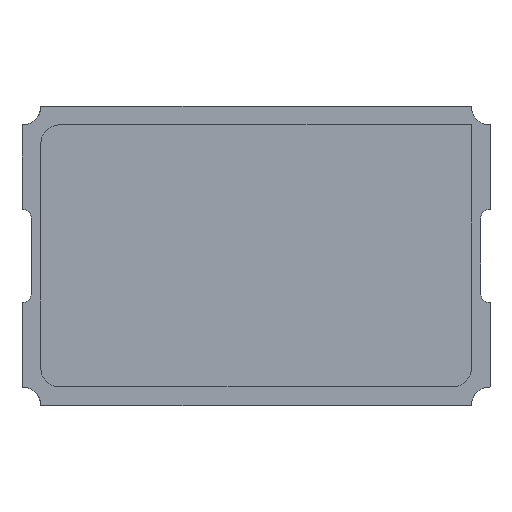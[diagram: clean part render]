
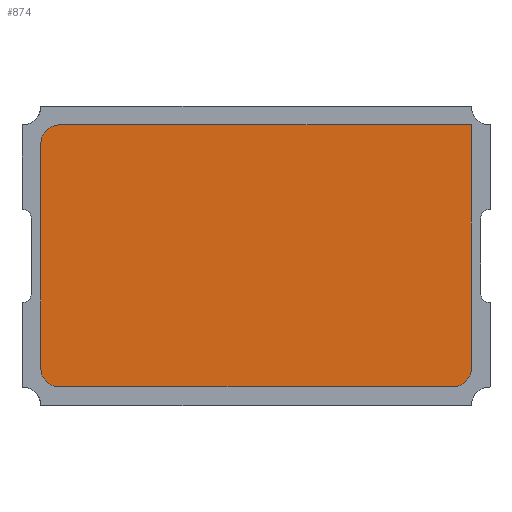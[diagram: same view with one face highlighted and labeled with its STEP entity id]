
A CAD part, top view. The second image highlights one B-rep face of the part: STEP entity #874.
In plain terms, the highlighted planar face has unit normal (0, 0, 1).
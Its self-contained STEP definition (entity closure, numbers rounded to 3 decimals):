
#642=CARTESIAN_POINT('',(2.3,1.4,1.2));
#643=VERTEX_POINT('',#642);
#644=CARTESIAN_POINT('',(2.3,-1.2,1.2));
#645=VERTEX_POINT('',#644);
#646=CARTESIAN_POINT('',(2.3,1.4,1.2));
#647=DIRECTION('',(0.0,-1.0,0.0));
#648=VECTOR('',#647,2.6);
#649=LINE('',#646,#648);
#650=EDGE_CURVE('',#643,#645,#649,.T.);
#682=CARTESIAN_POINT('',(2.1,-1.4,1.2));
#683=VERTEX_POINT('',#682);
#684=CARTESIAN_POINT('',(2.1,-1.2,1.2));
#685=DIRECTION('',(0.0,0.0,-1.0));
#686=DIRECTION('',(0.707,-0.707,0.0));
#687=AXIS2_PLACEMENT_3D('',#684,#685,#686);
#688=CIRCLE('',#687,0.2);
#689=EDGE_CURVE('',#645,#683,#688,.T.);
#715=CARTESIAN_POINT('',(-2.1,-1.4,1.2));
#716=VERTEX_POINT('',#715);
#717=CARTESIAN_POINT('',(2.1,-1.4,1.2));
#718=DIRECTION('',(-1.0,0.0,0.0));
#719=VECTOR('',#718,4.2);
#720=LINE('',#717,#719);
#721=EDGE_CURVE('',#683,#716,#720,.T.);
#746=CARTESIAN_POINT('',(-2.3,-1.2,1.2));
#747=VERTEX_POINT('',#746);
#748=CARTESIAN_POINT('',(-2.1,-1.2,1.2));
#749=DIRECTION('',(0.0,0.0,-1.0));
#750=DIRECTION('',(-0.707,-0.707,0.0));
#751=AXIS2_PLACEMENT_3D('',#748,#749,#750);
#752=CIRCLE('',#751,0.2);
#753=EDGE_CURVE('',#716,#747,#752,.T.);
#779=CARTESIAN_POINT('',(-2.3,1.2,1.2));
#780=VERTEX_POINT('',#779);
#781=CARTESIAN_POINT('',(-2.3,-1.2,1.2));
#782=DIRECTION('',(0.0,1.0,0.0));
#783=VECTOR('',#782,2.4);
#784=LINE('',#781,#783);
#785=EDGE_CURVE('',#747,#780,#784,.T.);
#810=CARTESIAN_POINT('',(-2.1,1.4,1.2));
#811=VERTEX_POINT('',#810);
#812=CARTESIAN_POINT('',(-2.1,1.2,1.2));
#813=DIRECTION('',(0.0,0.0,-1.0));
#814=DIRECTION('',(-0.707,0.707,0.0));
#815=AXIS2_PLACEMENT_3D('',#812,#813,#814);
#816=CIRCLE('',#815,0.2);
#817=EDGE_CURVE('',#780,#811,#816,.T.);
#843=CARTESIAN_POINT('',(-2.1,1.4,1.2));
#844=DIRECTION('',(1.0,0.0,0.0));
#845=VECTOR('',#844,4.4);
#846=LINE('',#843,#845);
#847=EDGE_CURVE('',#811,#643,#846,.T.);
#860=CARTESIAN_POINT('',(0.014,0.009,1.2));
#861=DIRECTION('',(0.0,0.0,1.0));
#862=DIRECTION('',(1.0,0.0,0.0));
#863=AXIS2_PLACEMENT_3D('',#860,#861,#862);
#864=PLANE('',#863);
#865=ORIENTED_EDGE('',*,*,#650,.F.);
#866=ORIENTED_EDGE('',*,*,#847,.F.);
#867=ORIENTED_EDGE('',*,*,#817,.F.);
#868=ORIENTED_EDGE('',*,*,#785,.F.);
#869=ORIENTED_EDGE('',*,*,#753,.F.);
#870=ORIENTED_EDGE('',*,*,#721,.F.);
#871=ORIENTED_EDGE('',*,*,#689,.F.);
#872=EDGE_LOOP('',(#865,#866,#867,#868,#869,#870,#871));
#873=FACE_OUTER_BOUND('',#872,.T.);
#874=ADVANCED_FACE('',(#873),#864,.T.);
